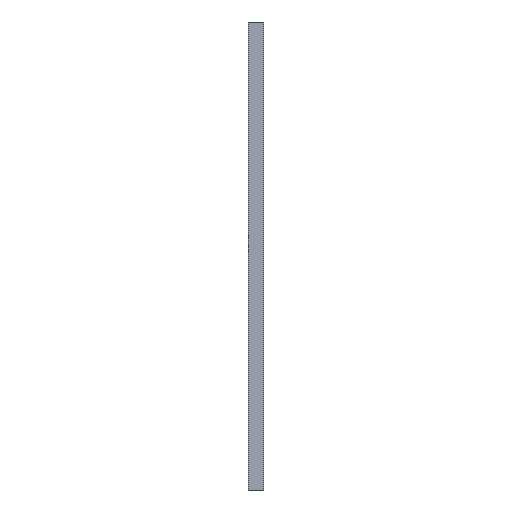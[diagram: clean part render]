
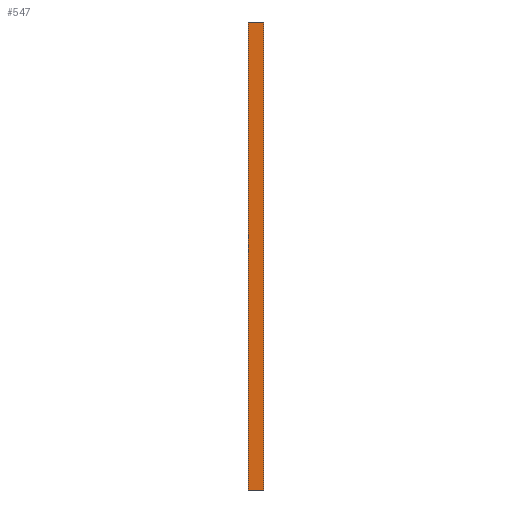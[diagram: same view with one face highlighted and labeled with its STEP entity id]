
A CAD part, left-side view. The second image highlights one B-rep face of the part: STEP entity #547.
In plain terms, the highlighted planar face has unit normal (-1, 0, 0).
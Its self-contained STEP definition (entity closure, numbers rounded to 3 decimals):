
#432 = VERTEX_POINT ( 'NONE', #4203 ) ;
#547 = ADVANCED_FACE ( 'NONE', ( #1754 ), #3772, .F. ) ;
#1754 = FACE_OUTER_BOUND ( 'NONE', #2839, .T. ) ;
#2506 = LINE ( 'NONE', #7068, #2521 ) ;
#2516 = LINE ( 'NONE', #7078, #2519 ) ;
#2519 = VECTOR ( 'NONE', #7080, 1000. ) ;
#2520 = LINE ( 'NONE', #7082, #2523 ) ;
#2521 = VECTOR ( 'NONE', #7081, 1000. ) ;
#2523 = VECTOR ( 'NONE', #7083, 1000. ) ;
#2839 = EDGE_LOOP ( 'NONE', ( #5116, #10699, #5113, #5108 ) ) ;
#3765 = CARTESIAN_POINT ( 'NONE',  ( -0.8, 99., 1500. ) ) ;
#3772 = PLANE ( 'NONE',  #4772 ) ;
#3774 = DIRECTION ( 'NONE',  ( 1., 0., 0. ) ) ;
#3775 = DIRECTION ( 'NONE',  ( 0., 1., 0. ) ) ;
#4203 = CARTESIAN_POINT ( 'NONE',  ( -0.8, 99., -1500. ) ) ;
#4593 = EDGE_CURVE ( 'NONE', #6683, #6692, #8490, .T. ) ;
#4772 = AXIS2_PLACEMENT_3D ( 'NONE', #3765, #3774, #3775 ) ;
#5108 = ORIENTED_EDGE ( 'NONE', *, *, #9758, .T. ) ;
#5113 = ORIENTED_EDGE ( 'NONE', *, *, #4593, .F. ) ;
#5116 = ORIENTED_EDGE ( 'NONE', *, *, #9759, .T. ) ;
#6683 = VERTEX_POINT ( 'NONE', #10185 ) ;
#6692 = VERTEX_POINT ( 'NONE', #10194 ) ;
#6695 = VERTEX_POINT ( 'NONE', #10197 ) ;
#7068 = CARTESIAN_POINT ( 'NONE',  ( -0.8, 99., -1500. ) ) ;
#7078 = CARTESIAN_POINT ( 'NONE',  ( -0.8, 99., 1500. ) ) ;
#7080 = DIRECTION ( 'NONE',  ( 0., 0., -1. ) ) ;
#7081 = DIRECTION ( 'NONE',  ( 0., -1., 0. ) ) ;
#7082 = CARTESIAN_POINT ( 'NONE',  ( -0.8, 0., 1500. ) ) ;
#7083 = DIRECTION ( 'NONE',  ( 0., 0., 1. ) ) ;
#7632 = CARTESIAN_POINT ( 'NONE',  ( -0.8, 99., 1500. ) ) ;
#7634 = DIRECTION ( 'NONE',  ( 0., -1., 0. ) ) ;
#8490 = LINE ( 'NONE', #7632, #8493 ) ;
#8493 = VECTOR ( 'NONE', #7634, 1000. ) ;
#9758 = EDGE_CURVE ( 'NONE', #6683, #432, #2516, .T. ) ;
#9759 = EDGE_CURVE ( 'NONE', #432, #6695, #2506, .T. ) ;
#9760 = EDGE_CURVE ( 'NONE', #6695, #6692, #2520, .T. ) ;
#10185 = CARTESIAN_POINT ( 'NONE',  ( -0.8, 99., 1500. ) ) ;
#10194 = CARTESIAN_POINT ( 'NONE',  ( -0.8, 0., 1500. ) ) ;
#10197 = CARTESIAN_POINT ( 'NONE',  ( -0.8, 0., -1500. ) ) ;
#10699 = ORIENTED_EDGE ( 'NONE', *, *, #9760, .T. ) ;
